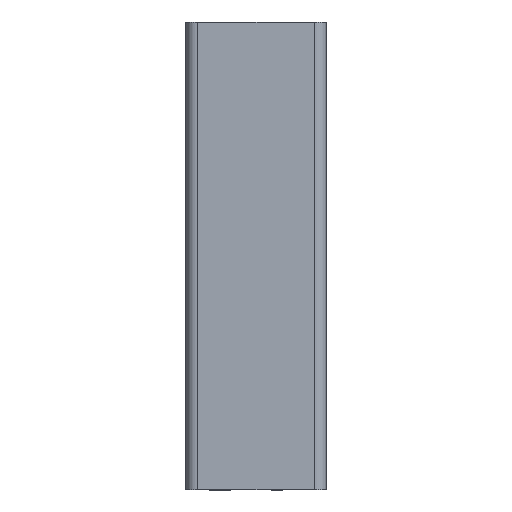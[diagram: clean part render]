
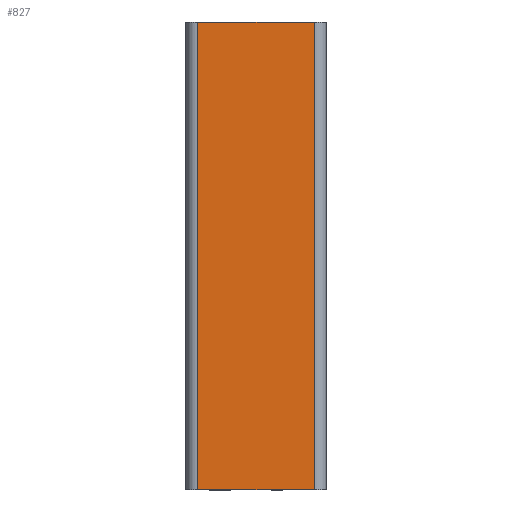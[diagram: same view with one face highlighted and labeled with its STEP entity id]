
A CAD part, left-side view. The second image highlights one B-rep face of the part: STEP entity #827.
In plain terms, the highlighted planar face has unit normal (-1, 0, 0).
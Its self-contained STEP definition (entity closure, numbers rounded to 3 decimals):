
#92 = VERTEX_POINT ( 'NONE', #2899 ) ;
#122 = VECTOR ( 'NONE', #1658, 1000. ) ;
#170 = VECTOR ( 'NONE', #7477, 1000. ) ;
#261 = CARTESIAN_POINT ( 'NONE',  ( 6329.81, 2195.891, 100. ) ) ;
#419 = LINE ( 'NONE', #3640, #170 ) ;
#479 = VERTEX_POINT ( 'NONE', #4961 ) ;
#518 = ORIENTED_EDGE ( 'NONE', *, *, #5865, .F. ) ;
#661 = CARTESIAN_POINT ( 'NONE',  ( 6329.81, 2195.891, 100. ) ) ;
#827 = ADVANCED_FACE ( 'NONE', ( #5745 ), #1348, .F. ) ;
#1348 = PLANE ( 'NONE',  #5335 ) ;
#1658 = DIRECTION ( 'NONE',  ( 0., 1., 0. ) ) ;
#1747 = CARTESIAN_POINT ( 'NONE',  ( 6329.81, 2195.891, 100. ) ) ;
#1999 = ORIENTED_EDGE ( 'NONE', *, *, #3736, .F. ) ;
#2394 = DIRECTION ( 'NONE',  ( 0., -1., 0. ) ) ;
#2489 = VERTEX_POINT ( 'NONE', #7975 ) ;
#2590 = VECTOR ( 'NONE', #2394, 1000. ) ;
#2651 = EDGE_CURVE ( 'NONE', #2489, #479, #7890, .T. ) ;
#2899 = CARTESIAN_POINT ( 'NONE',  ( 6329.81, 2170.891, 0. ) ) ;
#3392 = LINE ( 'NONE', #6159, #122 ) ;
#3640 = CARTESIAN_POINT ( 'NONE',  ( 6329.81, 2170.891, 100. ) ) ;
#3736 = EDGE_CURVE ( 'NONE', #479, #92, #419, .T. ) ;
#3873 = DIRECTION ( 'NONE',  ( 1., 0., 0. ) ) ;
#3913 = DIRECTION ( 'NONE',  ( 0., 0., -1. ) ) ;
#4387 = EDGE_LOOP ( 'NONE', ( #1999, #5417, #7122, #518 ) ) ;
#4573 = VECTOR ( 'NONE', #5435, 1000. ) ;
#4961 = CARTESIAN_POINT ( 'NONE',  ( 6329.81, 2170.891, 100. ) ) ;
#5335 = AXIS2_PLACEMENT_3D ( 'NONE', #661, #3873, #3913 ) ;
#5417 = ORIENTED_EDGE ( 'NONE', *, *, #2651, .F. ) ;
#5435 = DIRECTION ( 'NONE',  ( 0., 0., 1. ) ) ;
#5745 = FACE_OUTER_BOUND ( 'NONE', #4387, .T. ) ;
#5865 = EDGE_CURVE ( 'NONE', #92, #8109, #3392, .T. ) ;
#6159 = CARTESIAN_POINT ( 'NONE',  ( 6329.81, 2195.891, 0. ) ) ;
#6650 = EDGE_CURVE ( 'NONE', #8109, #2489, #8395, .T. ) ;
#6822 = CARTESIAN_POINT ( 'NONE',  ( 6329.81, 2195.891, 0. ) ) ;
#7122 = ORIENTED_EDGE ( 'NONE', *, *, #6650, .F. ) ;
#7477 = DIRECTION ( 'NONE',  ( 0., 0., -1. ) ) ;
#7890 = LINE ( 'NONE', #1747, #2590 ) ;
#7975 = CARTESIAN_POINT ( 'NONE',  ( 6329.81, 2195.891, 100. ) ) ;
#8109 = VERTEX_POINT ( 'NONE', #6822 ) ;
#8395 = LINE ( 'NONE', #261, #4573 ) ;
